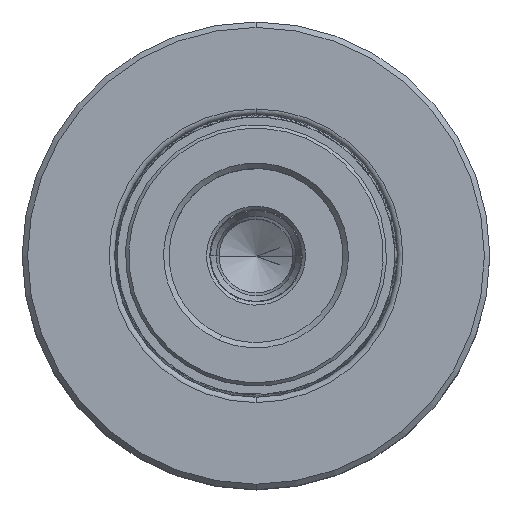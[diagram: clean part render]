
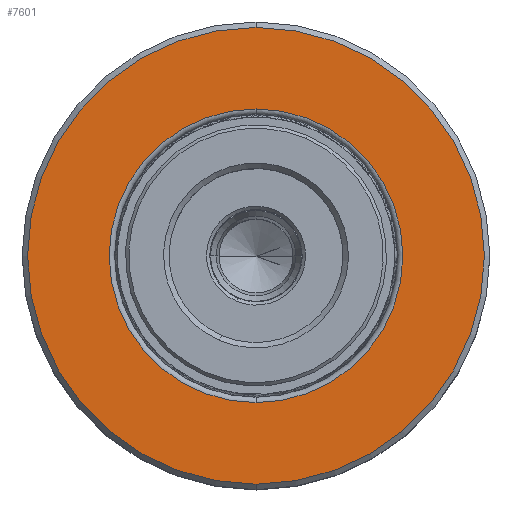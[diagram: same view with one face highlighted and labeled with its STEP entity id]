
A CAD part, top view. The second image highlights one B-rep face of the part: STEP entity #7601.
In plain terms, the highlighted face is planar.
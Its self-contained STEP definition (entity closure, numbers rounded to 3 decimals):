
#546 = DIRECTION ( 'NONE',  ( 0., 0., -1. ) ) ;
#612 = CIRCLE ( 'NONE', #11667, 21. ) ;
#668 = CARTESIAN_POINT ( 'NONE',  ( 21., 10.687, 0. ) ) ;
#687 = DIRECTION ( 'NONE',  ( 0., 0., -1. ) ) ;
#3620 = CARTESIAN_POINT ( 'NONE',  ( 0., 10.687, 0. ) ) ;
#4106 = EDGE_CURVE ( 'NONE', #4396, #22156, #5763, .T. ) ;
#4396 = VERTEX_POINT ( 'NONE', #19471 ) ;
#4568 = AXIS2_PLACEMENT_3D ( 'NONE', #29789, #19012, #32414 ) ;
#5053 = DIRECTION ( 'NONE',  ( 0., 0., -1. ) ) ;
#5763 = CIRCLE ( 'NONE', #29843, 21. ) ;
#6570 = CARTESIAN_POINT ( 'NONE',  ( 0., 10.687, 21. ) ) ;
#7240 = AXIS2_PLACEMENT_3D ( 'NONE', #668, #22083, #24784 ) ;
#7601 = ADVANCED_FACE ( 'NONE', ( #25803, #11553 ), #19503, .T. ) ;
#8167 = ORIENTED_EDGE ( 'NONE', *, *, #11849, .T. ) ;
#8563 = ORIENTED_EDGE ( 'NONE', *, *, #4106, .F. ) ;
#10323 = VERTEX_POINT ( 'NONE', #28809 ) ;
#10676 = CARTESIAN_POINT ( 'NONE',  ( 0., 10.687, 0. ) ) ;
#11077 = AXIS2_PLACEMENT_3D ( 'NONE', #3620, #22338, #687 ) ;
#11553 = FACE_OUTER_BOUND ( 'NONE', #16699, .T. ) ;
#11667 = AXIS2_PLACEMENT_3D ( 'NONE', #27143, #13479, #546 ) ;
#11849 = EDGE_CURVE ( 'NONE', #10323, #23900, #12739, .T. ) ;
#12739 = CIRCLE ( 'NONE', #11077, 13.5 ) ;
#13165 = DIRECTION ( 'NONE',  ( 0., -1., 0. ) ) ;
#13479 = DIRECTION ( 'NONE',  ( 0., -1., 0. ) ) ;
#14417 = EDGE_LOOP ( 'NONE', ( #8167, #24419 ) ) ;
#16699 = EDGE_LOOP ( 'NONE', ( #8563, #18346 ) ) ;
#18346 = ORIENTED_EDGE ( 'NONE', *, *, #25071, .F. ) ;
#19012 = DIRECTION ( 'NONE',  ( 0., -1., 0. ) ) ;
#19471 = CARTESIAN_POINT ( 'NONE',  ( 0., 10.687, -21. ) ) ;
#19503 = PLANE ( 'NONE',  #7240 ) ;
#22083 = DIRECTION ( 'NONE',  ( 0., 1., 0. ) ) ;
#22156 = VERTEX_POINT ( 'NONE', #6570 ) ;
#22338 = DIRECTION ( 'NONE',  ( 0., -1., 0. ) ) ;
#23900 = VERTEX_POINT ( 'NONE', #31675 ) ;
#24419 = ORIENTED_EDGE ( 'NONE', *, *, #27349, .T. ) ;
#24784 = DIRECTION ( 'NONE',  ( 0., 0., 1. ) ) ;
#25071 = EDGE_CURVE ( 'NONE', #22156, #4396, #612, .T. ) ;
#25803 = FACE_BOUND ( 'NONE', #14417, .T. ) ;
#27143 = CARTESIAN_POINT ( 'NONE',  ( 0., 10.687, 0. ) ) ;
#27349 = EDGE_CURVE ( 'NONE', #23900, #10323, #33775, .T. ) ;
#28809 = CARTESIAN_POINT ( 'NONE',  ( 0., 10.687, -13.5 ) ) ;
#29789 = CARTESIAN_POINT ( 'NONE',  ( 0., 10.687, 0. ) ) ;
#29843 = AXIS2_PLACEMENT_3D ( 'NONE', #10676, #13165, #5053 ) ;
#31675 = CARTESIAN_POINT ( 'NONE',  ( 0., 10.687, 13.5 ) ) ;
#32414 = DIRECTION ( 'NONE',  ( 0., 0., -1. ) ) ;
#33775 = CIRCLE ( 'NONE', #4568, 13.5 ) ;
